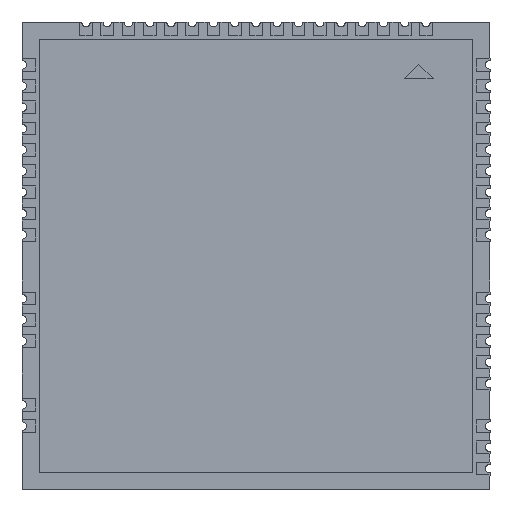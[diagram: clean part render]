
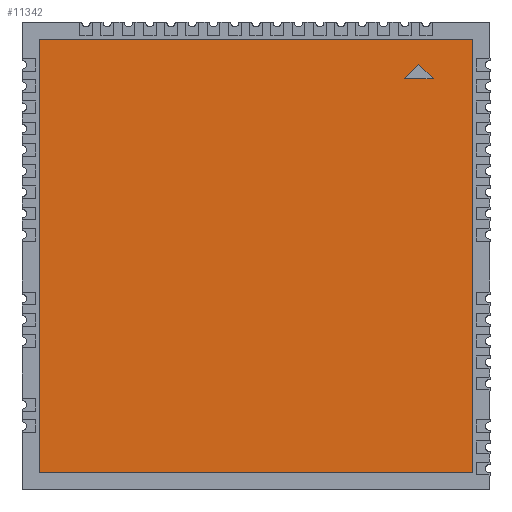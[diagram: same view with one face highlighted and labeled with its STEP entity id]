
A CAD part, top view. The second image highlights one B-rep face of the part: STEP entity #11342.
In plain terms, the highlighted planar face has unit normal (0, 0, 1).
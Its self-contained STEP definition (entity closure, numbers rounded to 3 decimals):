
#2369 = DIRECTION ( 'NONE',  ( 0., -1., 0. ) ) ;
#2370 = VECTOR ( 'NONE', #2369, 1000. ) ;
#2371 = CARTESIAN_POINT ( 'NONE',  ( 1.2, 31.8, 2.95 ) ) ;
#2372 = LINE ( 'NONE', #2371, #2370 ) ;
#2396 = CARTESIAN_POINT ( 'NONE',  ( 31.8, 1.2, 2.95 ) ) ;
#2492 = CARTESIAN_POINT ( 'NONE',  ( 28., 30., 2.95 ) ) ;
#2497 = PLANE ( 'NONE',  #2504 ) ;
#2498 = FACE_OUTER_BOUND ( 'NONE', #11395, .T. ) ;
#2500 = FACE_BOUND ( 'NONE', #11338, .T. ) ;
#2504 = AXIS2_PLACEMENT_3D ( 'NONE', #2531, #2530, #2529 ) ;
#2514 = CARTESIAN_POINT ( 'NONE',  ( 1.2, 1.2, 2.95 ) ) ;
#2515 = CARTESIAN_POINT ( 'NONE',  ( 31.8, 31.8, 2.95 ) ) ;
#2518 = DIRECTION ( 'NONE',  ( -1., 0., 0. ) ) ;
#2519 = VECTOR ( 'NONE', #2518, 1000. ) ;
#2520 = CARTESIAN_POINT ( 'NONE',  ( 1.2, 31.8, 2.95 ) ) ;
#2521 = CARTESIAN_POINT ( 'NONE',  ( 29., 29., 2.95 ) ) ;
#2522 = LINE ( 'NONE', #2520, #2519 ) ;
#2524 = DIRECTION ( 'NONE',  ( 1., 0., 0. ) ) ;
#2525 = VECTOR ( 'NONE', #2524, 1000. ) ;
#2526 = CARTESIAN_POINT ( 'NONE',  ( 1.2, 1.2, 2.95 ) ) ;
#2528 = LINE ( 'NONE', #2526, #2525 ) ;
#2529 = DIRECTION ( 'NONE',  ( 1., 0., 0. ) ) ;
#2530 = DIRECTION ( 'NONE',  ( 0., 0., 1. ) ) ;
#2531 = CARTESIAN_POINT ( 'NONE',  ( 1.2, 1.2, 2.95 ) ) ;
#2535 = DIRECTION ( 'NONE',  ( -0.707, 0.707, 0. ) ) ;
#2536 = VECTOR ( 'NONE', #2535, 1000. ) ;
#2537 = CARTESIAN_POINT ( 'NONE',  ( 28., 30., 2.95 ) ) ;
#2538 = CARTESIAN_POINT ( 'NONE',  ( 1.2, 31.8, 2.95 ) ) ;
#2539 = LINE ( 'NONE', #2537, #2536 ) ;
#2540 = DIRECTION ( 'NONE',  ( 0., 1., 0. ) ) ;
#2541 = VECTOR ( 'NONE', #2540, 1000. ) ;
#2542 = CARTESIAN_POINT ( 'NONE',  ( 31.8, 31.8, 2.95 ) ) ;
#2543 = LINE ( 'NONE', #2542, #2541 ) ;
#2586 = CARTESIAN_POINT ( 'NONE',  ( 28., 30., 2.95 ) ) ;
#2587 = LINE ( 'NONE', #2586, #2642 ) ;
#2589 = DIRECTION ( 'NONE',  ( 1., 0., 0. ) ) ;
#2590 = VECTOR ( 'NONE', #2589, 1000. ) ;
#2591 = CARTESIAN_POINT ( 'NONE',  ( 29., 29., 2.95 ) ) ;
#2592 = LINE ( 'NONE', #2591, #2590 ) ;
#2599 = CARTESIAN_POINT ( 'NONE',  ( 27., 29., 2.95 ) ) ;
#2641 = DIRECTION ( 'NONE',  ( -0.707, -0.707, 0. ) ) ;
#2642 = VECTOR ( 'NONE', #2641, 1000. ) ;
#11301 = EDGE_CURVE ( 'NONE', #11359, #11362, #2372, .T. ) ;
#11307 = VERTEX_POINT ( 'NONE', #2396 ) ;
#11333 = ORIENTED_EDGE ( 'NONE', *, *, #11393, .F. ) ;
#11334 = ORIENTED_EDGE ( 'NONE', *, *, #11348, .T. ) ;
#11338 = EDGE_LOOP ( 'NONE', ( #11344, #11392, #11333 ) ) ;
#11342 = ADVANCED_FACE ( 'NONE', ( #2500, #2498 ), #2497, .T. ) ;
#11344 = ORIENTED_EDGE ( 'NONE', *, *, #11357, .F. ) ;
#11346 = EDGE_CURVE ( 'NONE', #11362, #11307, #2528, .T. ) ;
#11348 = EDGE_CURVE ( 'NONE', #11354, #11359, #2522, .T. ) ;
#11349 = VERTEX_POINT ( 'NONE', #2521 ) ;
#11350 = VERTEX_POINT ( 'NONE', #2492 ) ;
#11354 = VERTEX_POINT ( 'NONE', #2515 ) ;
#11356 = EDGE_CURVE ( 'NONE', #11307, #11354, #2543, .T. ) ;
#11357 = EDGE_CURVE ( 'NONE', #11349, #11350, #2539, .T. ) ;
#11359 = VERTEX_POINT ( 'NONE', #2538 ) ;
#11362 = VERTEX_POINT ( 'NONE', #2514 ) ;
#11390 = EDGE_CURVE ( 'NONE', #11391, #11349, #2592, .T. ) ;
#11391 = VERTEX_POINT ( 'NONE', #2599 ) ;
#11392 = ORIENTED_EDGE ( 'NONE', *, *, #11390, .F. ) ;
#11393 = EDGE_CURVE ( 'NONE', #11350, #11391, #2587, .T. ) ;
#11394 = ORIENTED_EDGE ( 'NONE', *, *, #11346, .T. ) ;
#11395 = EDGE_LOOP ( 'NONE', ( #11397, #11394, #11400, #11334 ) ) ;
#11397 = ORIENTED_EDGE ( 'NONE', *, *, #11301, .T. ) ;
#11400 = ORIENTED_EDGE ( 'NONE', *, *, #11356, .T. ) ;
